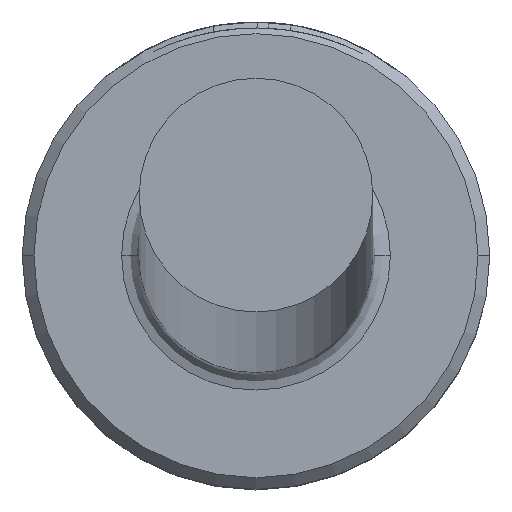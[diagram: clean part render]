
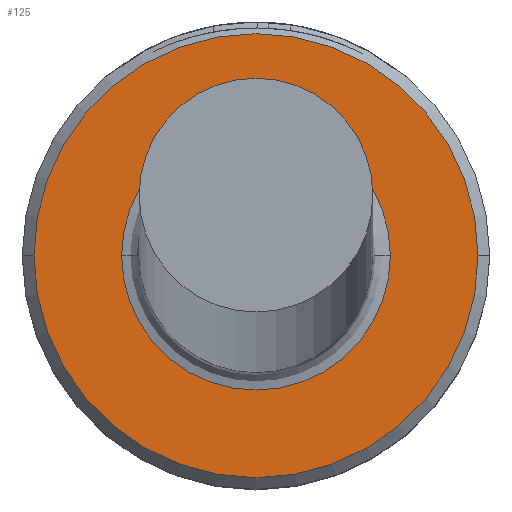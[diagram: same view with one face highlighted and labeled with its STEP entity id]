
A CAD part, top view. The second image highlights one B-rep face of the part: STEP entity #125.
In plain terms, the highlighted planar face has unit normal (0, 0, 1).
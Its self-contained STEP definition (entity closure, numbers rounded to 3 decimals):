
#125 = ADVANCED_FACE ( 'NONE', ( #227, #231 ), #496, .T. ) ;
#137 = EDGE_CURVE ( 'NONE', #733, #678, #205, .T. ) ;
#145 = CARTESIAN_POINT ( 'NONE',  ( -3.8, 0., 6. ) ) ;
#146 = CIRCLE ( 'NONE', #1153, 2.3 ) ;
#150 = CARTESIAN_POINT ( 'NONE',  ( 0., 0., 6. ) ) ;
#174 = CIRCLE ( 'NONE', #1096, 2.3 ) ;
#190 = CARTESIAN_POINT ( 'NONE',  ( 0., 0., 6. ) ) ;
#202 = EDGE_CURVE ( 'NONE', #678, #733, #204, .T. ) ;
#204 = CIRCLE ( 'NONE', #1090, 3.8 ) ;
#205 = CIRCLE ( 'NONE', #804, 3.8 ) ;
#227 = FACE_OUTER_BOUND ( 'NONE', #317, .T. ) ;
#231 = FACE_BOUND ( 'NONE', #340, .T. ) ;
#240 = DIRECTION ( 'NONE',  ( -1., 0., 0. ) ) ;
#260 = EDGE_CURVE ( 'NONE', #1013, #973, #146, .T. ) ;
#317 = EDGE_LOOP ( 'NONE', ( #485, #467 ) ) ;
#340 = EDGE_LOOP ( 'NONE', ( #1054, #587 ) ) ;
#467 = ORIENTED_EDGE ( 'NONE', *, *, #202, .T. ) ;
#485 = ORIENTED_EDGE ( 'NONE', *, *, #137, .T. ) ;
#496 = PLANE ( 'NONE',  #1036 ) ;
#560 = DIRECTION ( 'NONE',  ( -1., 0., 0. ) ) ;
#586 = CARTESIAN_POINT ( 'NONE',  ( 3.8, 0., 6. ) ) ;
#587 = ORIENTED_EDGE ( 'NONE', *, *, #741, .T. ) ;
#594 = DIRECTION ( 'NONE',  ( 1., 0., 0. ) ) ;
#598 = CARTESIAN_POINT ( 'NONE',  ( 0., 0., 6. ) ) ;
#602 = CARTESIAN_POINT ( 'NONE',  ( -2.3, 0., 6. ) ) ;
#646 = DIRECTION ( 'NONE',  ( 0., 0., -1. ) ) ;
#669 = DIRECTION ( 'NONE',  ( 0., 0., 1. ) ) ;
#670 = CARTESIAN_POINT ( 'NONE',  ( 2.3, 0., 6. ) ) ;
#678 = VERTEX_POINT ( 'NONE', #586 ) ;
#682 = CARTESIAN_POINT ( 'NONE',  ( 0., 0., 6. ) ) ;
#721 = DIRECTION ( 'NONE',  ( 1., 0., 0. ) ) ;
#725 = CARTESIAN_POINT ( 'NONE',  ( 0., 0., 6. ) ) ;
#733 = VERTEX_POINT ( 'NONE', #145 ) ;
#741 = EDGE_CURVE ( 'NONE', #973, #1013, #174, .T. ) ;
#779 = DIRECTION ( 'NONE',  ( 0., 0., -1. ) ) ;
#804 = AXIS2_PLACEMENT_3D ( 'NONE', #682, #669, #594 ) ;
#809 = DIRECTION ( 'NONE',  ( 0., 0., 1. ) ) ;
#939 = DIRECTION ( 'NONE',  ( 1., 0., 0. ) ) ;
#973 = VERTEX_POINT ( 'NONE', #670 ) ;
#1013 = VERTEX_POINT ( 'NONE', #602 ) ;
#1031 = DIRECTION ( 'NONE',  ( 0., 0., 1. ) ) ;
#1036 = AXIS2_PLACEMENT_3D ( 'NONE', #598, #1031, #939 ) ;
#1054 = ORIENTED_EDGE ( 'NONE', *, *, #260, .T. ) ;
#1090 = AXIS2_PLACEMENT_3D ( 'NONE', #190, #809, #721 ) ;
#1096 = AXIS2_PLACEMENT_3D ( 'NONE', #150, #779, #240 ) ;
#1153 = AXIS2_PLACEMENT_3D ( 'NONE', #725, #646, #560 ) ;
